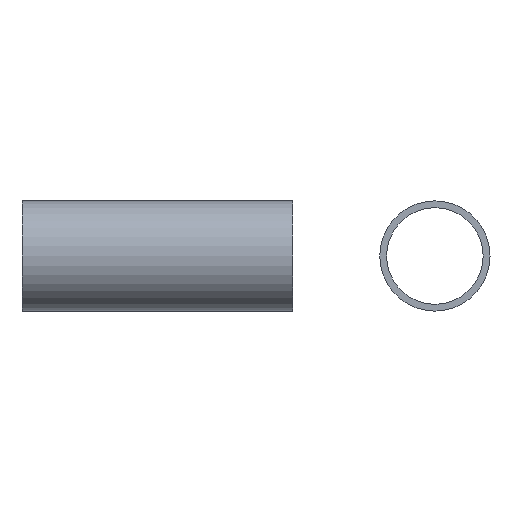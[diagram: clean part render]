
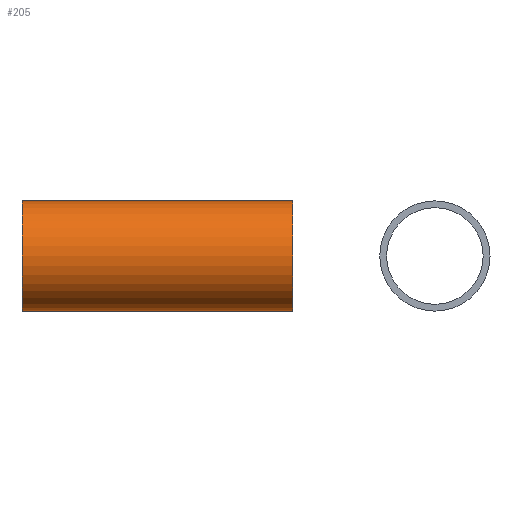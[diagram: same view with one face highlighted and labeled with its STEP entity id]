
A CAD part, front view. The second image highlights one B-rep face of the part: STEP entity #205.
In plain terms, the highlighted cylindrical face has radius 44.45 mm (diameter 88.9 mm), a partial arc.
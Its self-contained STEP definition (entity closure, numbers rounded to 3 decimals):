
#2 = CIRCLE ( 'NONE', #245, 44.45 ) ;
#30 = CARTESIAN_POINT ( 'NONE',  ( -333., 306., 44.45 ) ) ;
#44 = VERTEX_POINT ( 'NONE', #300 ) ;
#55 = VERTEX_POINT ( 'NONE', #393 ) ;
#58 = DIRECTION ( 'NONE',  ( 1., 0., 0. ) ) ;
#59 = DIRECTION ( 'NONE',  ( 0., 0., 1. ) ) ;
#62 = FACE_OUTER_BOUND ( 'NONE', #82, .T. ) ;
#82 = EDGE_LOOP ( 'NONE', ( #195, #101, #338, #290 ) ) ;
#101 = ORIENTED_EDGE ( 'NONE', *, *, #112, .F. ) ;
#106 = VECTOR ( 'NONE', #194, 1000. ) ;
#112 = EDGE_CURVE ( 'NONE', #293, #55, #2, .T. ) ;
#124 = CARTESIAN_POINT ( 'NONE',  ( -333., 306., 0. ) ) ;
#133 = LINE ( 'NONE', #259, #106 ) ;
#148 = EDGE_CURVE ( 'NONE', #55, #304, #284, .T. ) ;
#194 = DIRECTION ( 'NONE',  ( 1., 0., 0. ) ) ;
#195 = ORIENTED_EDGE ( 'NONE', *, *, #148, .F. ) ;
#205 = ADVANCED_FACE ( 'NONE', ( #62 ), #255, .T. ) ;
#207 = AXIS2_PLACEMENT_3D ( 'NONE', #124, #58, #220 ) ;
#212 = CARTESIAN_POINT ( 'NONE',  ( -114.5, 306., 0. ) ) ;
#215 = DIRECTION ( 'NONE',  ( -1., 0., 0. ) ) ;
#220 = DIRECTION ( 'NONE',  ( 0., 0., -1. ) ) ;
#225 = CARTESIAN_POINT ( 'NONE',  ( -114.5, 306., 44.45 ) ) ;
#240 = EDGE_CURVE ( 'NONE', #44, #304, #326, .T. ) ;
#245 = AXIS2_PLACEMENT_3D ( 'NONE', #247, #370, #330 ) ;
#247 = CARTESIAN_POINT ( 'NONE',  ( -333., 306., 0. ) ) ;
#255 = CYLINDRICAL_SURFACE ( 'NONE', #207, 44.45 ) ;
#259 = CARTESIAN_POINT ( 'NONE',  ( -333., 306., -44.45 ) ) ;
#284 = LINE ( 'NONE', #30, #286 ) ;
#286 = VECTOR ( 'NONE', #411, 1000. ) ;
#290 = ORIENTED_EDGE ( 'NONE', *, *, #240, .T. ) ;
#293 = VERTEX_POINT ( 'NONE', #355 ) ;
#300 = CARTESIAN_POINT ( 'NONE',  ( -114.5, 306., -44.45 ) ) ;
#304 = VERTEX_POINT ( 'NONE', #225 ) ;
#326 = CIRCLE ( 'NONE', #402, 44.45 ) ;
#330 = DIRECTION ( 'NONE',  ( 0., 0., 1. ) ) ;
#338 = ORIENTED_EDGE ( 'NONE', *, *, #391, .T. ) ;
#355 = CARTESIAN_POINT ( 'NONE',  ( -333., 306., -44.45 ) ) ;
#370 = DIRECTION ( 'NONE',  ( -1., 0., 0. ) ) ;
#391 = EDGE_CURVE ( 'NONE', #293, #44, #133, .T. ) ;
#393 = CARTESIAN_POINT ( 'NONE',  ( -333., 306., 44.45 ) ) ;
#402 = AXIS2_PLACEMENT_3D ( 'NONE', #212, #215, #59 ) ;
#411 = DIRECTION ( 'NONE',  ( 1., 0., 0. ) ) ;
